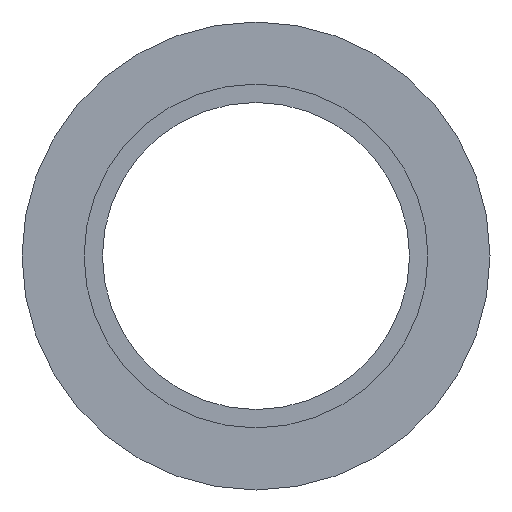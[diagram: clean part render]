
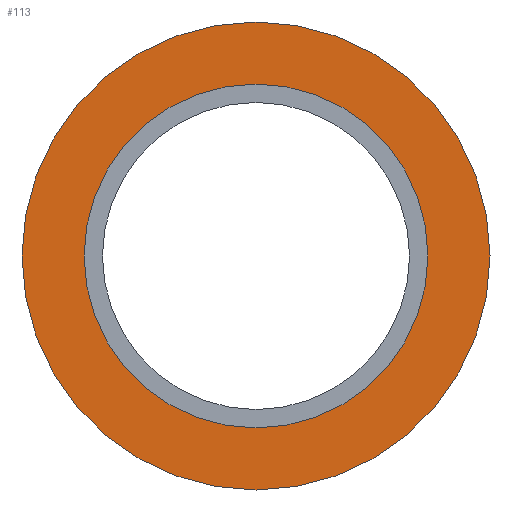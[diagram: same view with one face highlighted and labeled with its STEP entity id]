
A CAD part, front view. The second image highlights one B-rep face of the part: STEP entity #113.
In plain terms, the highlighted planar face has unit normal (0, -1, 0).
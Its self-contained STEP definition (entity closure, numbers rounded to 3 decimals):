
#9 = ORIENTED_EDGE ( 'NONE', *, *, #232, .T. ) ;
#29 = DIRECTION ( 'NONE',  ( 0., 1., 0. ) ) ;
#76 = DIRECTION ( 'NONE',  ( 0., 0., 1. ) ) ;
#81 = AXIS2_PLACEMENT_3D ( 'NONE', #481, #178, #76 ) ;
#113 = ADVANCED_FACE ( 'NONE', ( #545, #418 ), #226, .F. ) ;
#114 = DIRECTION ( 'NONE',  ( 0., 1., 0. ) ) ;
#147 = CIRCLE ( 'NONE', #185, 9.525 ) ;
#156 = CARTESIAN_POINT ( 'NONE',  ( 0., 0., 0. ) ) ;
#159 = CARTESIAN_POINT ( 'NONE',  ( 0., 0., 0. ) ) ;
#161 = VERTEX_POINT ( 'NONE', #617 ) ;
#170 = AXIS2_PLACEMENT_3D ( 'NONE', #159, #29, #211 ) ;
#178 = DIRECTION ( 'NONE',  ( 0., 1., 0. ) ) ;
#185 = AXIS2_PLACEMENT_3D ( 'NONE', #156, #114, #605 ) ;
#192 = CARTESIAN_POINT ( 'NONE',  ( 0., 0., -9.525 ) ) ;
#205 = EDGE_CURVE ( 'NONE', #301, #468, #147, .T. ) ;
#211 = DIRECTION ( 'NONE',  ( 0., 0., 1. ) ) ;
#225 = ORIENTED_EDGE ( 'NONE', *, *, #205, .F. ) ;
#226 = PLANE ( 'NONE',  #408 ) ;
#232 = EDGE_CURVE ( 'NONE', #161, #412, #527, .T. ) ;
#235 = CARTESIAN_POINT ( 'NONE',  ( 0., 0., -7. ) ) ;
#246 = DIRECTION ( 'NONE',  ( 0., 1., 0. ) ) ;
#249 = EDGE_LOOP ( 'NONE', ( #9, #543 ) ) ;
#276 = DIRECTION ( 'NONE',  ( 0., 1., 0. ) ) ;
#278 = CARTESIAN_POINT ( 'NONE',  ( 7., 0., 0. ) ) ;
#279 = EDGE_CURVE ( 'NONE', #468, #301, #569, .T. ) ;
#301 = VERTEX_POINT ( 'NONE', #192 ) ;
#307 = AXIS2_PLACEMENT_3D ( 'NONE', #593, #246, #445 ) ;
#344 = EDGE_LOOP ( 'NONE', ( #359, #225 ) ) ;
#359 = ORIENTED_EDGE ( 'NONE', *, *, #279, .F. ) ;
#408 = AXIS2_PLACEMENT_3D ( 'NONE', #278, #276, #623 ) ;
#412 = VERTEX_POINT ( 'NONE', #235 ) ;
#418 = FACE_BOUND ( 'NONE', #249, .T. ) ;
#441 = CIRCLE ( 'NONE', #81, 7. ) ;
#445 = DIRECTION ( 'NONE',  ( 0., 0., 1. ) ) ;
#468 = VERTEX_POINT ( 'NONE', #469 ) ;
#469 = CARTESIAN_POINT ( 'NONE',  ( 0., 0., 9.525 ) ) ;
#481 = CARTESIAN_POINT ( 'NONE',  ( 0., 0., 0. ) ) ;
#527 = CIRCLE ( 'NONE', #170, 7. ) ;
#529 = EDGE_CURVE ( 'NONE', #412, #161, #441, .T. ) ;
#543 = ORIENTED_EDGE ( 'NONE', *, *, #529, .T. ) ;
#545 = FACE_OUTER_BOUND ( 'NONE', #344, .T. ) ;
#569 = CIRCLE ( 'NONE', #307, 9.525 ) ;
#593 = CARTESIAN_POINT ( 'NONE',  ( 0., 0., 0. ) ) ;
#605 = DIRECTION ( 'NONE',  ( 0., 0., 1. ) ) ;
#617 = CARTESIAN_POINT ( 'NONE',  ( 0., 0., 7. ) ) ;
#623 = DIRECTION ( 'NONE',  ( 0., 0., 1. ) ) ;
